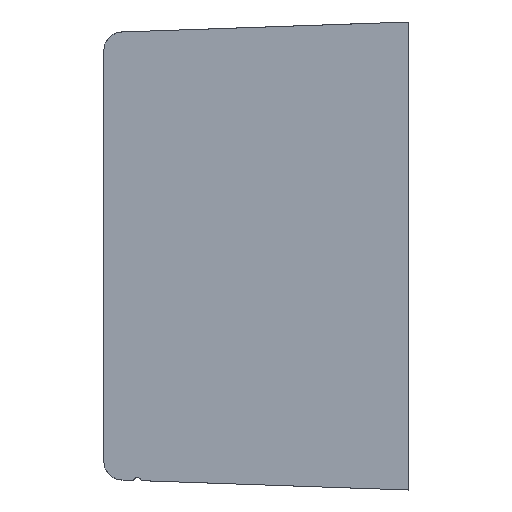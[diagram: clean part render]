
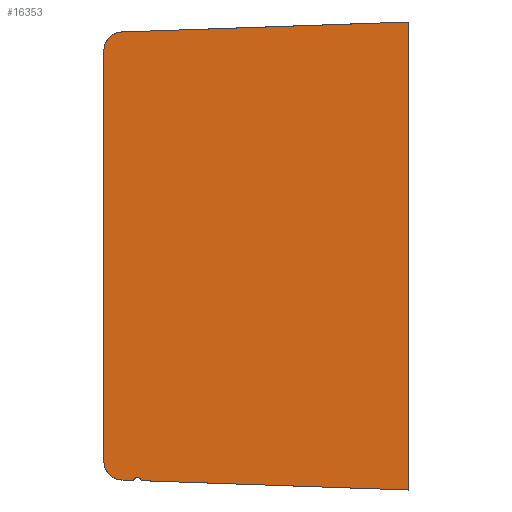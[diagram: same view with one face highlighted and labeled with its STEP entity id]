
A CAD part, left-side view. The second image highlights one B-rep face of the part: STEP entity #16353.
In plain terms, the highlighted planar face has unit normal (-1, 0, 0).
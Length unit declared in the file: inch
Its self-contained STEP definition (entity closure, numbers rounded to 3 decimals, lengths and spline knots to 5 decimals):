
#1 = LINE ( 'NONE', #21083, #20051 ) ;
#1856 = CARTESIAN_POINT ( 'NONE',  ( -0.9935, 0., 2.5 ) ) ;
#2430 = VECTOR ( 'NONE', #4180, 39.37008 ) ;
#2700 = CARTESIAN_POINT ( 'NONE',  ( -0.9935, 3.25, 2.5 ) ) ;
#2914 = DIRECTION ( 'NONE',  ( -1., 0., 0. ) ) ;
#2961 = CIRCLE ( 'NONE', #11713, 0.2 ) ;
#3175 = ORIENTED_EDGE ( 'NONE', *, *, #17207, .T. ) ;
#3834 = CARTESIAN_POINT ( 'NONE',  ( -0.9935, 3.25, 2.5 ) ) ;
#4049 = CARTESIAN_POINT ( 'NONE',  ( -0.9935, 2.93311, -2.39757 ) ) ;
#4180 = DIRECTION ( 'NONE',  ( 0., 0., -1. ) ) ;
#4360 = VECTOR ( 'NONE', #24823, 39.37008 ) ;
#4681 = AXIS2_PLACEMENT_3D ( 'NONE', #7526, #7441, #7003 ) ;
#4697 = EDGE_CURVE ( 'NONE', #24580, #10267, #1, .T. ) ;
#5226 = EDGE_CURVE ( 'NONE', #6824, #19680, #18367, .T. ) ;
#5445 = CARTESIAN_POINT ( 'NONE',  ( -0.9935, 3.05, -2.19337 ) ) ;
#5577 = VECTOR ( 'NONE', #12679, 39.37008 ) ;
#5610 = ORIENTED_EDGE ( 'NONE', *, *, #12239, .T. ) ;
#5904 = DIRECTION ( 'NONE',  ( 0., 1., 0. ) ) ;
#6824 = VERTEX_POINT ( 'NONE', #20116 ) ;
#7003 = DIRECTION ( 'NONE',  ( 0., -1., 0. ) ) ;
#7441 = DIRECTION ( 'NONE',  ( -1., 0., 0. ) ) ;
#7502 = DIRECTION ( 'NONE',  ( 0., 1., 0. ) ) ;
#7526 = CARTESIAN_POINT ( 'NONE',  ( -0.9935, 2.89106, -2.41359 ) ) ;
#7835 = ORIENTED_EDGE ( 'NONE', *, *, #4697, .T. ) ;
#8272 = EDGE_CURVE ( 'NONE', #24580, #22341, #17945, .T. ) ;
#8612 = ORIENTED_EDGE ( 'NONE', *, *, #19730, .T. ) ;
#9997 = CARTESIAN_POINT ( 'NONE',  ( -0.9935, 3.05698, 2.39325 ) ) ;
#10267 = VERTEX_POINT ( 'NONE', #13046 ) ;
#10832 = LINE ( 'NONE', #20600, #5577 ) ;
#11078 = CIRCLE ( 'NONE', #18130, 0.2 ) ;
#11713 = AXIS2_PLACEMENT_3D ( 'NONE', #14875, #2914, #16837 ) ;
#12239 = EDGE_CURVE ( 'NONE', #19386, #22341, #10832, .T. ) ;
#12671 = VERTEX_POINT ( 'NONE', #9997 ) ;
#12679 = DIRECTION ( 'NONE',  ( 0., -0.999, -0.035 ) ) ;
#12850 = CARTESIAN_POINT ( 'NONE',  ( -0.9935, 0., 2.5 ) ) ;
#13046 = CARTESIAN_POINT ( 'NONE',  ( -0.9935, 0., -2.5 ) ) ;
#13709 = FACE_OUTER_BOUND ( 'NONE', #25798, .T. ) ;
#13713 = ORIENTED_EDGE ( 'NONE', *, *, #20912, .F. ) ;
#14507 = DIRECTION ( 'NONE',  ( 0., -0.999, 0.035 ) ) ;
#14875 = CARTESIAN_POINT ( 'NONE',  ( -0.9935, 3.05, 2.19337 ) ) ;
#14994 = LINE ( 'NONE', #22133, #24992 ) ;
#15704 = PLANE ( 'NONE',  #18687 ) ;
#16044 = ORIENTED_EDGE ( 'NONE', *, *, #8272, .F. ) ;
#16353 = ADVANCED_FACE ( 'NONE', ( #13709 ), #15704, .F. ) ;
#16837 = DIRECTION ( 'NONE',  ( 0., 1., 0. ) ) ;
#17207 = EDGE_CURVE ( 'NONE', #12671, #6824, #2961, .T. ) ;
#17791 = DIRECTION ( 'NONE',  ( 1., 0., 0. ) ) ;
#17945 = CIRCLE ( 'NONE', #4681, 0.045 ) ;
#18130 = AXIS2_PLACEMENT_3D ( 'NONE', #5445, #19372, #7502 ) ;
#18367 = LINE ( 'NONE', #2700, #2430 ) ;
#18687 = AXIS2_PLACEMENT_3D ( 'NONE', #3834, #17791, #5904 ) ;
#19092 = DIRECTION ( 'NONE',  ( 0., -0.999, -0.035 ) ) ;
#19372 = DIRECTION ( 'NONE',  ( -1., 0., 0. ) ) ;
#19386 = VERTEX_POINT ( 'NONE', #23959 ) ;
#19680 = VERTEX_POINT ( 'NONE', #25141 ) ;
#19730 = EDGE_CURVE ( 'NONE', #19680, #19386, #11078, .T. ) ;
#20051 = VECTOR ( 'NONE', #19092, 39.37008 ) ;
#20052 = ORIENTED_EDGE ( 'NONE', *, *, #25783, .F. ) ;
#20116 = CARTESIAN_POINT ( 'NONE',  ( -0.9935, 3.25, 2.19337 ) ) ;
#20600 = CARTESIAN_POINT ( 'NONE',  ( -0.9935, 3.42043, -2.38056 ) ) ;
#20743 = CARTESIAN_POINT ( 'NONE',  ( -0.9935, 2.84799, -2.40055 ) ) ;
#20912 = EDGE_CURVE ( 'NONE', #12671, #25542, #14994, .T. ) ;
#21083 = CARTESIAN_POINT ( 'NONE',  ( -0.9935, 3.42043, -2.38056 ) ) ;
#22133 = CARTESIAN_POINT ( 'NONE',  ( -0.9935, 3.24604, 2.38665 ) ) ;
#22341 = VERTEX_POINT ( 'NONE', #4049 ) ;
#23959 = CARTESIAN_POINT ( 'NONE',  ( -0.9935, 3.05698, -2.39325 ) ) ;
#24580 = VERTEX_POINT ( 'NONE', #20743 ) ;
#24823 = DIRECTION ( 'NONE',  ( 0., 0., -1. ) ) ;
#24958 = LINE ( 'NONE', #12850, #4360 ) ;
#24992 = VECTOR ( 'NONE', #14507, 39.37008 ) ;
#25141 = CARTESIAN_POINT ( 'NONE',  ( -0.9935, 3.25, -2.19337 ) ) ;
#25542 = VERTEX_POINT ( 'NONE', #1856 ) ;
#25668 = ORIENTED_EDGE ( 'NONE', *, *, #5226, .T. ) ;
#25783 = EDGE_CURVE ( 'NONE', #25542, #10267, #24958, .T. ) ;
#25798 = EDGE_LOOP ( 'NONE', ( #7835, #20052, #13713, #3175, #25668, #8612, #5610, #16044 ) ) ;
